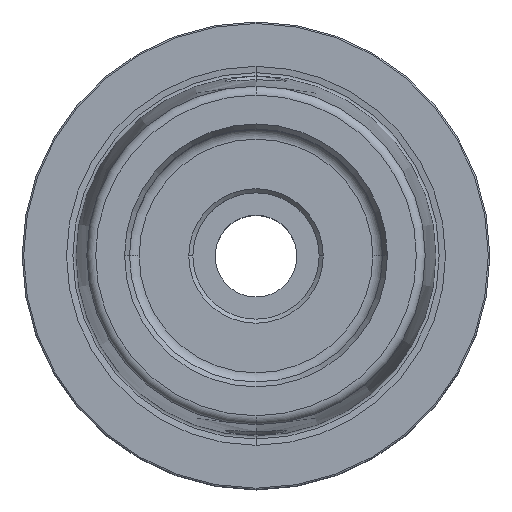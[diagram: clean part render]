
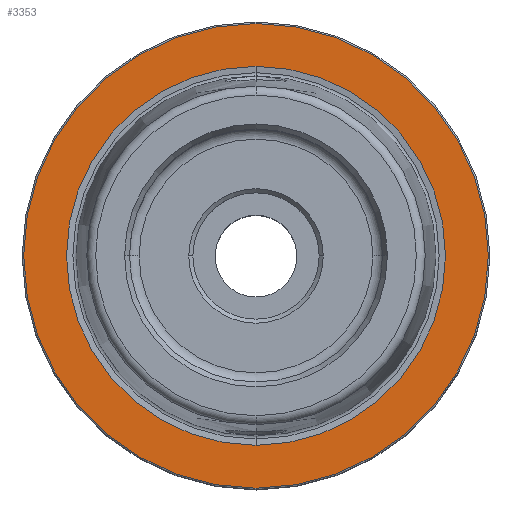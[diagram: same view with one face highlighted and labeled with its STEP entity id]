
A CAD part, top view. The second image highlights one B-rep face of the part: STEP entity #3353.
In plain terms, the highlighted planar face has unit normal (0, 0, 1).
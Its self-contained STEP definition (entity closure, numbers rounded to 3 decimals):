
#2 = CARTESIAN_POINT ( 'NONE',  ( 0., 25.5, 0. ) ) ;
#19 = DIRECTION ( 'NONE',  ( 0., -1., 0. ) ) ;
#73 = AXIS2_PLACEMENT_3D ( 'NONE', #1011, #1431, #1729 ) ;
#79 = DIRECTION ( 'NONE',  ( 0., 0., 1. ) ) ;
#161 = AXIS2_PLACEMENT_3D ( 'NONE', #3540, #3553, #637 ) ;
#431 = VERTEX_POINT ( 'NONE', #670 ) ;
#505 = CIRCLE ( 'NONE', #2439, 25.5 ) ;
#637 = DIRECTION ( 'NONE',  ( 0., -1., 0. ) ) ;
#670 = CARTESIAN_POINT ( 'NONE',  ( 0., -25.5, 0. ) ) ;
#673 = CARTESIAN_POINT ( 'NONE',  ( 0., 0., 0. ) ) ;
#758 = ORIENTED_EDGE ( 'NONE', *, *, #2086, .T. ) ;
#1011 = CARTESIAN_POINT ( 'NONE',  ( 0., 0., 0. ) ) ;
#1034 = EDGE_CURVE ( 'NONE', #2212, #1829, #4239, .T. ) ;
#1120 = EDGE_CURVE ( 'NONE', #1510, #431, #1676, .T. ) ;
#1274 = AXIS2_PLACEMENT_3D ( 'NONE', #3688, #3653, #3601 ) ;
#1431 = DIRECTION ( 'NONE',  ( 0., 0., -1. ) ) ;
#1510 = VERTEX_POINT ( 'NONE', #2 ) ;
#1621 = DIRECTION ( 'NONE',  ( 0., 1., 0. ) ) ;
#1661 = DIRECTION ( 'NONE',  ( 0., 0., -1. ) ) ;
#1676 = CIRCLE ( 'NONE', #73, 25.5 ) ;
#1729 = DIRECTION ( 'NONE',  ( 0., 1., 0. ) ) ;
#1787 = CARTESIAN_POINT ( 'NONE',  ( 0., 0., 0. ) ) ;
#1829 = VERTEX_POINT ( 'NONE', #3276 ) ;
#1915 = ORIENTED_EDGE ( 'NONE', *, *, #2421, .T. ) ;
#1938 = EDGE_LOOP ( 'NONE', ( #1915, #3138 ) ) ;
#2086 = EDGE_CURVE ( 'NONE', #1829, #2212, #2809, .T. ) ;
#2121 = CARTESIAN_POINT ( 'NONE',  ( 0., 31.27, 0. ) ) ;
#2212 = VERTEX_POINT ( 'NONE', #2121 ) ;
#2421 = EDGE_CURVE ( 'NONE', #431, #1510, #505, .T. ) ;
#2439 = AXIS2_PLACEMENT_3D ( 'NONE', #1787, #1661, #1621 ) ;
#2804 = EDGE_LOOP ( 'NONE', ( #758, #3400 ) ) ;
#2809 = CIRCLE ( 'NONE', #2912, 31.27 ) ;
#2912 = AXIS2_PLACEMENT_3D ( 'NONE', #673, #79, #19 ) ;
#3138 = ORIENTED_EDGE ( 'NONE', *, *, #1120, .T. ) ;
#3276 = CARTESIAN_POINT ( 'NONE',  ( 0., -31.27, 0. ) ) ;
#3353 = ADVANCED_FACE ( 'NONE', ( #3976, #3951 ), #4017, .T. ) ;
#3400 = ORIENTED_EDGE ( 'NONE', *, *, #1034, .T. ) ;
#3540 = CARTESIAN_POINT ( 'NONE',  ( 0., 0., 0. ) ) ;
#3553 = DIRECTION ( 'NONE',  ( 0., 0., 1. ) ) ;
#3601 = DIRECTION ( 'NONE',  ( 0., -1., 0. ) ) ;
#3653 = DIRECTION ( 'NONE',  ( 0., 0., 1. ) ) ;
#3688 = CARTESIAN_POINT ( 'NONE',  ( 0., 31.47, 0. ) ) ;
#3951 = FACE_BOUND ( 'NONE', #1938, .T. ) ;
#3976 = FACE_OUTER_BOUND ( 'NONE', #2804, .T. ) ;
#4017 = PLANE ( 'NONE',  #1274 ) ;
#4239 = CIRCLE ( 'NONE', #161, 31.27 ) ;
